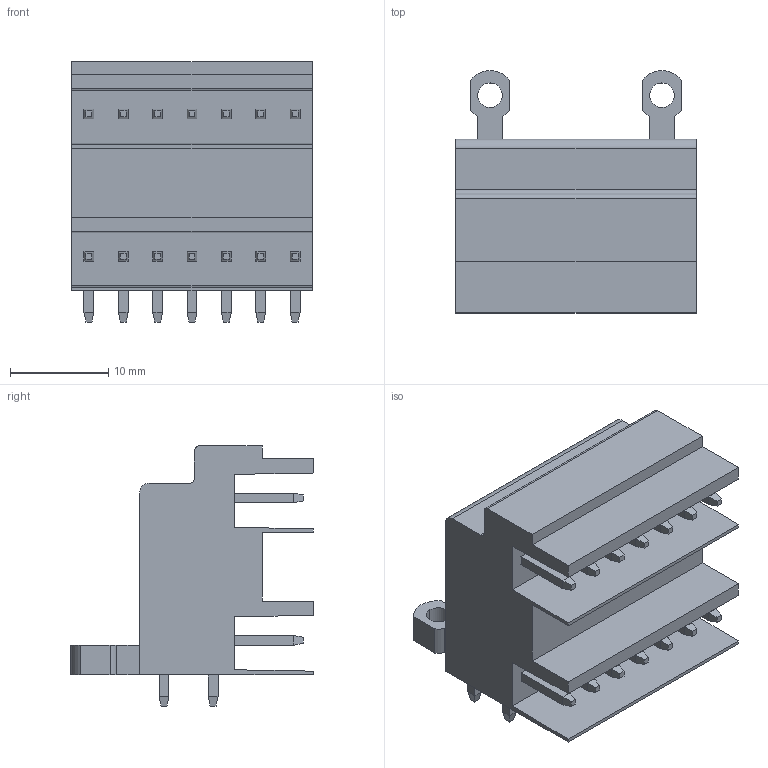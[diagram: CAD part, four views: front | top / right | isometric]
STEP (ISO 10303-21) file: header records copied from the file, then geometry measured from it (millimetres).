
FILE_DESCRIPTION(('CATIA V5 STEP Exchange','CAx-IF Rec.Pracs.--- Model Styling and Organization---1.2---2011-12-15'),'2;1');
FILE_NAME ('D1453931_0_1633400000_1633400000.stp','2018-11-03T07:50:45+00:00',('none'),('Weidmueller'),'CATIA Version 5-6 Release 2014','CATIA V5 STEP AP214','none');
FILE_SCHEMA(('AUTOMOTIVE_DESIGN { 1 0 10303 214 1 1 1 1 }'));
Length unit declared in the file: millimetre
Products named in the file (1): 1633400000
Bounding box: 24.5 x 24.7 x 26.5 mm (x, y, z)
Volume: 6589.3 mm3; surface area: 6002.4 mm2
Topology: 15 solids, 15 shells, 355 faces, 863 edges, 538 vertices
Faces by surface type: plane 340, cylinder 15
Entity records: 9047 total; most frequent: ORIENTED_EDGE 1726, CARTESIAN_POINT 1664, DIRECTION 1051, EDGE_CURVE 863, VECTOR 721, LINE 721, VERTEX_POINT 538, EDGE_LOOP 387
